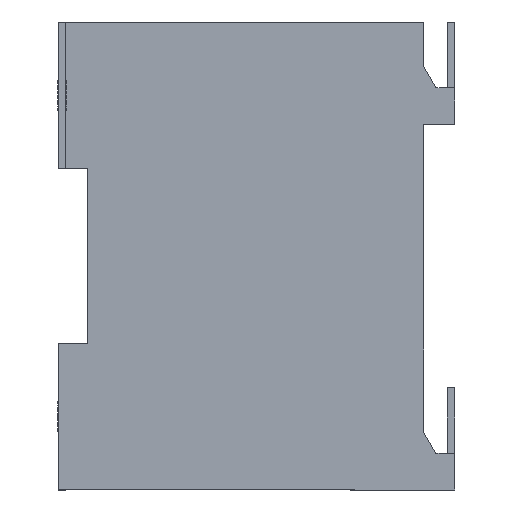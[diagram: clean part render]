
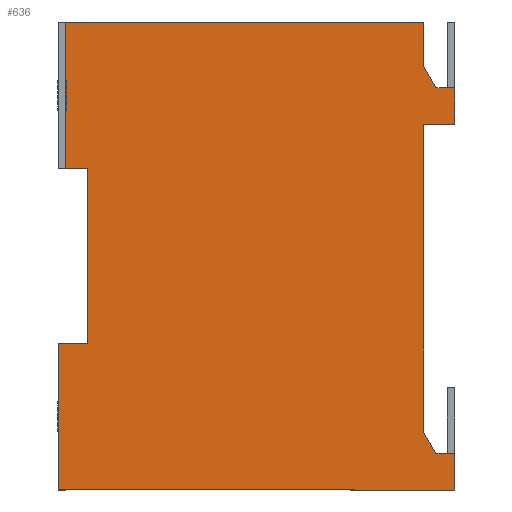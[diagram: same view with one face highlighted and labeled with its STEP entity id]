
A CAD part, left-side view. The second image highlights one B-rep face of the part: STEP entity #636.
In plain terms, the highlighted planar face has unit normal (-1, 0, 0).
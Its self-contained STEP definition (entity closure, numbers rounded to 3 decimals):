
#46=FACE_OUTER_BOUND('',#80,.T.);
#80=EDGE_LOOP('',(#500,#501,#502,#503,#504,#505,#506,#507,#508,#509,#510,
#511,#512,#513,#514,#515));
#103=LINE('',#868,#187);
#109=LINE('',#881,#193);
#129=LINE('',#920,#213);
#136=LINE('',#932,#220);
#143=LINE('',#947,#227);
#148=LINE('',#956,#232);
#154=LINE('',#969,#238);
#155=LINE('',#972,#239);
#156=LINE('',#974,#240);
#157=LINE('',#976,#241);
#158=LINE('',#978,#242);
#159=LINE('',#980,#243);
#160=LINE('',#982,#244);
#161=LINE('',#984,#245);
#162=LINE('',#986,#246);
#163=LINE('',#987,#247);
#187=VECTOR('',#703,1.);
#193=VECTOR('',#711,1.);
#213=VECTOR('',#735,1.);
#220=VECTOR('',#744,1.);
#227=VECTOR('',#757,1.);
#232=VECTOR('',#764,1.);
#238=VECTOR('',#780,1.);
#239=VECTOR('',#783,1.);
#240=VECTOR('',#784,1.);
#241=VECTOR('',#785,1.);
#242=VECTOR('',#786,1.);
#243=VECTOR('',#787,1.);
#244=VECTOR('',#788,1.);
#245=VECTOR('',#789,1.);
#246=VECTOR('',#790,1.);
#247=VECTOR('',#791,1.);
#271=VERTEX_POINT('',#865);
#272=VERTEX_POINT('',#867);
#277=VERTEX_POINT('',#878);
#278=VERTEX_POINT('',#880);
#294=VERTEX_POINT('',#917);
#295=VERTEX_POINT('',#919);
#304=VERTEX_POINT('',#946);
#307=VERTEX_POINT('',#954);
#310=VERTEX_POINT('',#971);
#311=VERTEX_POINT('',#973);
#312=VERTEX_POINT('',#975);
#313=VERTEX_POINT('',#977);
#314=VERTEX_POINT('',#979);
#315=VERTEX_POINT('',#981);
#316=VERTEX_POINT('',#983);
#317=VERTEX_POINT('',#985);
#331=EDGE_CURVE('',#271,#272,#103,.T.);
#337=EDGE_CURVE('',#278,#277,#109,.T.);
#357=EDGE_CURVE('',#295,#294,#129,.T.);
#364=EDGE_CURVE('',#294,#278,#136,.T.);
#371=EDGE_CURVE('',#272,#304,#143,.T.);
#376=EDGE_CURVE('',#307,#271,#148,.T.);
#382=EDGE_CURVE('',#304,#277,#154,.T.);
#383=EDGE_CURVE('',#310,#307,#155,.T.);
#384=EDGE_CURVE('',#310,#311,#156,.T.);
#385=EDGE_CURVE('',#311,#312,#157,.T.);
#386=EDGE_CURVE('',#313,#312,#158,.T.);
#387=EDGE_CURVE('',#313,#314,#159,.T.);
#388=EDGE_CURVE('',#314,#315,#160,.T.);
#389=EDGE_CURVE('',#315,#316,#161,.T.);
#390=EDGE_CURVE('',#317,#316,#162,.T.);
#391=EDGE_CURVE('',#317,#295,#163,.T.);
#500=ORIENTED_EDGE('',*,*,#337,.T.);
#501=ORIENTED_EDGE('',*,*,#382,.F.);
#502=ORIENTED_EDGE('',*,*,#371,.F.);
#503=ORIENTED_EDGE('',*,*,#331,.F.);
#504=ORIENTED_EDGE('',*,*,#376,.F.);
#505=ORIENTED_EDGE('',*,*,#383,.F.);
#506=ORIENTED_EDGE('',*,*,#384,.T.);
#507=ORIENTED_EDGE('',*,*,#385,.T.);
#508=ORIENTED_EDGE('',*,*,#386,.F.);
#509=ORIENTED_EDGE('',*,*,#387,.T.);
#510=ORIENTED_EDGE('',*,*,#388,.T.);
#511=ORIENTED_EDGE('',*,*,#389,.T.);
#512=ORIENTED_EDGE('',*,*,#390,.F.);
#513=ORIENTED_EDGE('',*,*,#391,.T.);
#514=ORIENTED_EDGE('',*,*,#357,.T.);
#515=ORIENTED_EDGE('',*,*,#364,.T.);
#602=PLANE('',#672);
#636=ADVANCED_FACE('',(#46),#602,.F.);
#672=AXIS2_PLACEMENT_3D('',#970,#781,#782);
#703=DIRECTION('',(0.,1.,0.));
#711=DIRECTION('',(0.,1.,0.));
#735=DIRECTION('',(0.,-1.,0.));
#744=DIRECTION('',(0.,0.,1.));
#757=DIRECTION('',(0.,0.,-1.));
#764=DIRECTION('',(0.,0.,-1.));
#780=DIRECTION('',(0.,-0.5,-0.866));
#781=DIRECTION('center_axis',(1.,0.,0.));
#782=DIRECTION('ref_axis',(0.,-1.,0.));
#783=DIRECTION('',(0.,-1.,0.));
#784=DIRECTION('',(0.,0.5,0.866));
#785=DIRECTION('',(0.,0.,1.));
#786=DIRECTION('',(0.,-1.,0.));
#787=DIRECTION('',(0.,0.,-1.));
#788=DIRECTION('',(0.,-1.,0.));
#789=DIRECTION('',(0.,0.,-1.));
#790=DIRECTION('',(0.,-1.,0.));
#791=DIRECTION('',(0.,0.,-1.));
#865=CARTESIAN_POINT('',(4.083,31.272,100.));
#867=CARTESIAN_POINT('',(4.083,39.772,100.));
#868=CARTESIAN_POINT('',(4.083,36.022,100.));
#878=CARTESIAN_POINT('',(4.083,36.428,10.));
#880=CARTESIAN_POINT('',(4.083,31.272,10.));
#881=CARTESIAN_POINT('',(4.083,86.522,10.));
#917=CARTESIAN_POINT('',(4.083,31.272,0.));
#919=CARTESIAN_POINT('',(4.083,139.772,0.));
#920=CARTESIAN_POINT('',(4.083,85.522,0.));
#932=CARTESIAN_POINT('',(4.083,31.272,37.));
#946=CARTESIAN_POINT('',(4.083,39.772,15.8));
#947=CARTESIAN_POINT('',(4.083,39.772,56.4));
#954=CARTESIAN_POINT('',(4.083,31.272,110.));
#956=CARTESIAN_POINT('',(4.083,31.272,64.));
#969=CARTESIAN_POINT('',(4.083,38.389,13.4));
#970=CARTESIAN_POINT('Origin',(4.083,137.772,64.));
#971=CARTESIAN_POINT('',(4.083,36.428,110.));
#972=CARTESIAN_POINT('',(4.083,86.522,110.));
#973=CARTESIAN_POINT('',(4.083,39.772,115.8));
#974=CARTESIAN_POINT('',(4.083,38.389,113.4));
#975=CARTESIAN_POINT('',(4.083,39.772,128.));
#976=CARTESIAN_POINT('',(4.083,39.772,120.9));
#977=CARTESIAN_POINT('',(4.083,137.772,128.));
#978=CARTESIAN_POINT('',(4.083,88.772,128.));
#979=CARTESIAN_POINT('',(4.083,137.772,88.));
#980=CARTESIAN_POINT('',(4.083,137.772,74.));
#981=CARTESIAN_POINT('',(4.083,131.772,88.));
#982=CARTESIAN_POINT('',(4.083,133.772,88.));
#983=CARTESIAN_POINT('',(4.083,131.772,40.));
#984=CARTESIAN_POINT('',(4.083,131.772,64.));
#985=CARTESIAN_POINT('',(4.083,139.772,40.));
#986=CARTESIAN_POINT('',(4.083,133.772,40.));
#987=CARTESIAN_POINT('',(4.083,139.772,64.));
